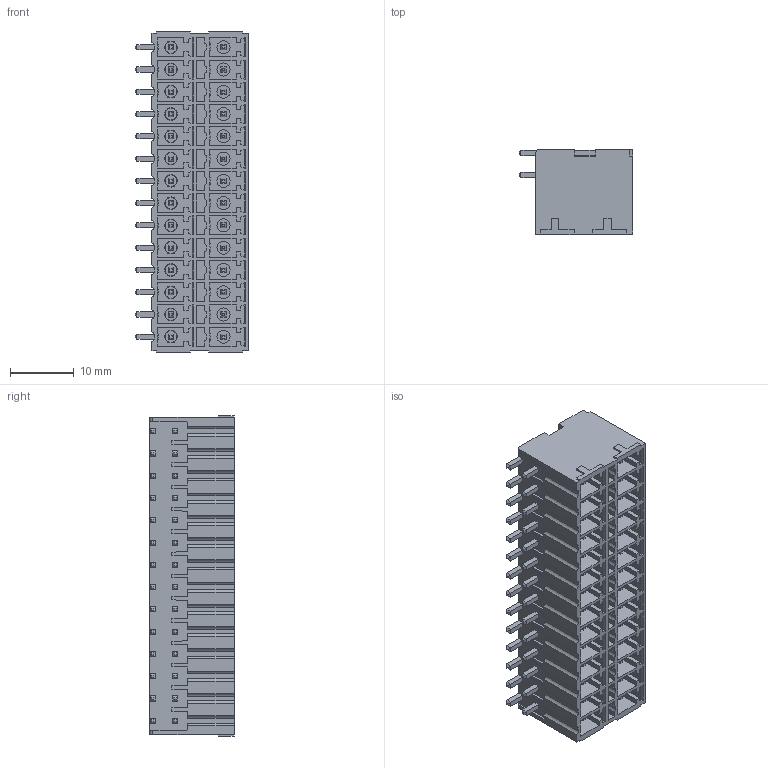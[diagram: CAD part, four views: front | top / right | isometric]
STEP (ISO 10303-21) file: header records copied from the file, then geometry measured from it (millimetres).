
FILE_DESCRIPTION((''),'2;1');
FILE_NAME('TLPHDC-007R-1','2024-09-14T10:24:25',('sheji109'),(''),'CREO PARAMETRIC BY PTC INC, 2018100','CREO PARAMETRIC BY PTC INC, 2018100','');
FILE_SCHEMA(('AUTOMOTIVE_DESIGN { 1 0 10303 214 1 1 1 1 }'));
Length unit declared in the file: millimetre
Products named in the file (1): TLPHDC-007R-1
Bounding box: 17.8 x 13.3 x 50.4 mm (x, y, z)
Volume: 6828.5 mm3; surface area: 8816 mm2
Topology: 1 solids, 1 shells, 1540 faces, 4012 edges, 2600 vertices
Faces by surface type: plane 1370, cylinder 114, cone 56
Entity records: 46454 total; most frequent: CARTESIAN_POINT 8438, ORIENTED_EDGE 8024, DIRECTION 7344, EDGE_CURVE 4012, VECTOR 3644, LINE 3644, VERTEX_POINT 2600, AXIS2_PLACEMENT_3D 1850
